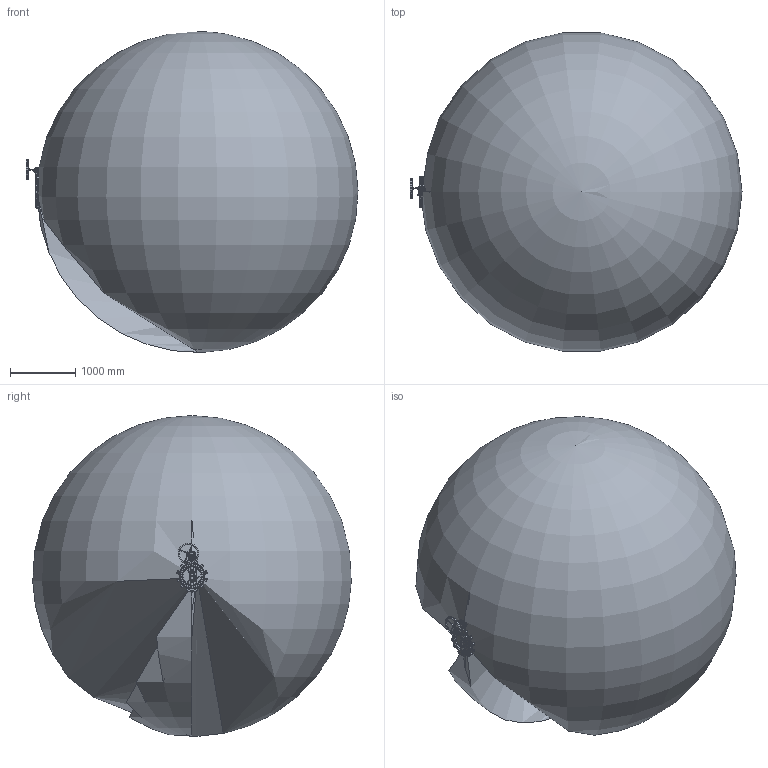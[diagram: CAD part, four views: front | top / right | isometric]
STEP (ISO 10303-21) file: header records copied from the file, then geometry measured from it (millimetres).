
FILE_DESCRIPTION (( 'STEP AP203' ), '1' );
FILE_NAME ('AK02_DN300-PN10_Getriebe.STEP', '2022-10-07T09:20:08', ( '' ), ( '' ), 'SwSTEP 2.0', 'SolidWorks 2021', '' );
FILE_SCHEMA (( 'CONFIG_CONTROL_DESIGN' ));
Products named in the file (5): AK02_DN300-PN10_OH; AK02_DN300-PN10_Getriebe; AK01_DN350_Getriebe - Handrad; AK01_DN250-300_Getriebe mit Handrad; AK01_DN250-300_Getriebe
Assembly tree (4 placements, depth 3):
  AK02_DN300-PN10_Getriebe
    AK01_DN250-300_Getriebe mit Handrad
      AK01_DN350_Getriebe - Handrad
      AK01_DN250-300_Getriebe
    AK02_DN300-PN10_OH
Bounding box: 5092.94 x 4885.27 x 4923.04 mm (x, y, z)
Volume: 20151847378.8 mm3; surface area: 270147990.6 mm2
Topology: 9 solids, 30 shells, 2694 faces, 6747 edges, 4007 vertices
Faces by surface type: cylinder 696, bspline 559, plane 506, torus 453, cone 362, sphere 118
Entity records: 142220 total; most frequent: CARTESIAN_POINT 83381, ORIENTED_EDGE 12960, DIRECTION 11328, EDGE_CURVE 6480, AXIS2_PLACEMENT_3D 4733, VERTEX_POINT 3947, EDGE_LOOP 2859, ADVANCED_FACE 2686
